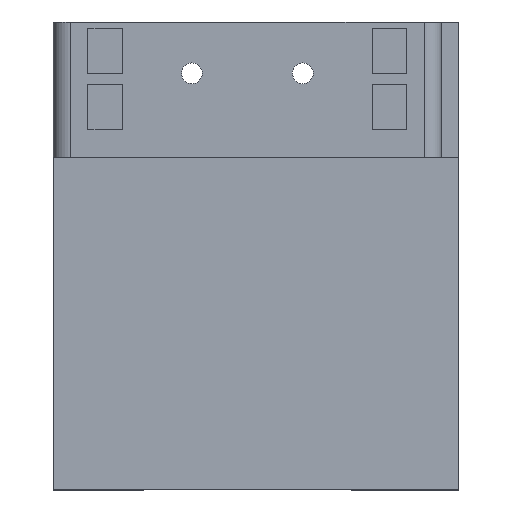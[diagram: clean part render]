
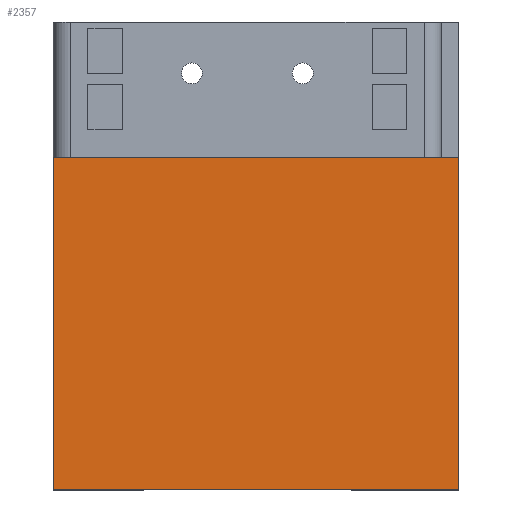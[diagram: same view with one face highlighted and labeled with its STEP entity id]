
A CAD part, front view. The second image highlights one B-rep face of the part: STEP entity #2357.
In plain terms, the highlighted planar face has unit normal (0, -1, 0).
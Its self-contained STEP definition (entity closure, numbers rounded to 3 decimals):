
#232=FACE_OUTER_BOUND('',#370,.T.);
#370=EDGE_LOOP('',(#2117,#2118,#2119,#2120));
#510=LINE('',#3482,#788);
#635=LINE('',#3793,#913);
#650=LINE('',#3823,#928);
#651=LINE('',#3825,#929);
#788=VECTOR('',#2825,10.);
#913=VECTOR('',#3108,10.);
#928=VECTOR('',#3145,10.);
#929=VECTOR('',#3148,10.);
#1042=VERTEX_POINT('',#3479);
#1043=VERTEX_POINT('',#3481);
#1149=VERTEX_POINT('',#3790);
#1150=VERTEX_POINT('',#3792);
#1311=EDGE_CURVE('',#1042,#1043,#510,.T.);
#1467=EDGE_CURVE('',#1149,#1150,#635,.T.);
#1485=EDGE_CURVE('',#1042,#1150,#650,.T.);
#1486=EDGE_CURVE('',#1149,#1043,#651,.T.);
#2117=ORIENTED_EDGE('',*,*,#1485,.T.);
#2118=ORIENTED_EDGE('',*,*,#1467,.F.);
#2119=ORIENTED_EDGE('',*,*,#1486,.T.);
#2120=ORIENTED_EDGE('',*,*,#1311,.F.);
#2246=PLANE('',#2540);
#2357=ADVANCED_FACE('',(#232),#2246,.F.);
#2540=AXIS2_PLACEMENT_3D('',#3827,#3150,#3151);
#2825=DIRECTION('',(0.,0.,-1.));
#3108=DIRECTION('',(0.,0.,1.));
#3145=DIRECTION('',(-1.,0.,0.));
#3148=DIRECTION('',(1.,0.,0.));
#3150=DIRECTION('center_axis',(0.,1.,0.));
#3151=DIRECTION('ref_axis',(-1.,0.,0.));
#3479=CARTESIAN_POINT('',(30.,23.559,513.5));
#3481=CARTESIAN_POINT('',(30.,23.559,465.5));
#3482=CARTESIAN_POINT('',(30.,23.559,463.));
#3790=CARTESIAN_POINT('',(-28.5,23.559,465.5));
#3792=CARTESIAN_POINT('',(-28.5,23.559,513.5));
#3793=CARTESIAN_POINT('',(-28.5,23.559,521.75));
#3823=CARTESIAN_POINT('',(23.5,23.559,513.5));
#3825=CARTESIAN_POINT('',(11.5,23.559,465.5));
#3827=CARTESIAN_POINT('Origin',(-0.5,23.559,498.));
